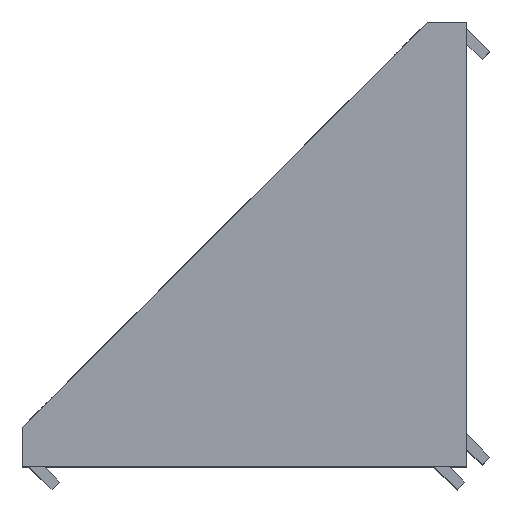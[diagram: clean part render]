
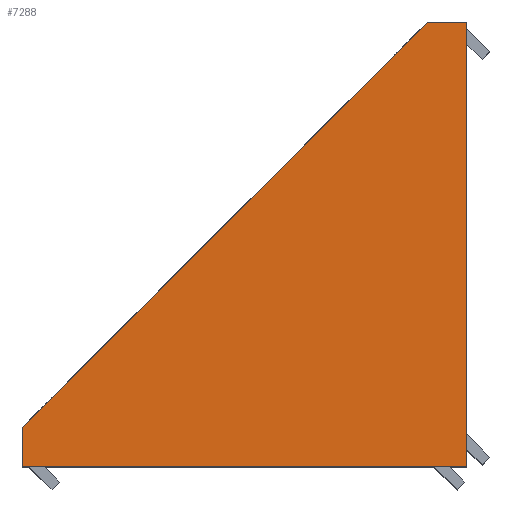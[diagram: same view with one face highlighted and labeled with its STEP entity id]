
A CAD part, top view. The second image highlights one B-rep face of the part: STEP entity #7288.
In plain terms, the highlighted planar face has unit normal (0.01, -0.01, 1).
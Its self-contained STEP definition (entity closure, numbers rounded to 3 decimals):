
#31 = EDGE_CURVE ( 'NONE', #4264, #7963, #5114, .T. ) ;
#578 = EDGE_CURVE ( 'NONE', #2735, #5476, #5266, .T. ) ;
#608 = CARTESIAN_POINT ( 'NONE',  ( 0., 76., 36.934 ) ) ;
#920 = DIRECTION ( 'NONE',  ( 1., 0., -0.01 ) ) ;
#1103 = CARTESIAN_POINT ( 'NONE',  ( -6.731, 76., 37. ) ) ;
#1586 = DIRECTION ( 'NONE',  ( 0.707, 0.707, 0. ) ) ;
#1751 = VECTOR ( 'NONE', #8191, 1000. ) ;
#1872 = CARTESIAN_POINT ( 'NONE',  ( -77.891, 4.84, 37. ) ) ;
#1962 = VECTOR ( 'NONE', #6151, 1000. ) ;
#2213 = VERTEX_POINT ( 'NONE', #1103 ) ;
#2230 = CARTESIAN_POINT ( 'NONE',  ( -6.731, 76., 37. ) ) ;
#2408 = PLANE ( 'NONE',  #6099 ) ;
#2450 = DIRECTION ( 'NONE',  ( 0.01, -0.01, 1. ) ) ;
#2635 = EDGE_CURVE ( 'NONE', #2735, #2213, #5984, .T. ) ;
#2697 = LINE ( 'NONE', #6618, #4494 ) ;
#2735 = VERTEX_POINT ( 'NONE', #5001 ) ;
#2826 = CARTESIAN_POINT ( 'NONE',  ( -6.731, 76., 37. ) ) ;
#3646 = ORIENTED_EDGE ( 'NONE', *, *, #578, .T. ) ;
#3702 = FACE_OUTER_BOUND ( 'NONE', #3941, .T. ) ;
#3941 = EDGE_LOOP ( 'NONE', ( #4232, #3646, #6776, #4670, #6092 ) ) ;
#4232 = ORIENTED_EDGE ( 'NONE', *, *, #2635, .F. ) ;
#4264 = VERTEX_POINT ( 'NONE', #5014 ) ;
#4494 = VECTOR ( 'NONE', #920, 1000. ) ;
#4608 = CARTESIAN_POINT ( 'NONE',  ( -76., 6.731, 37. ) ) ;
#4670 = ORIENTED_EDGE ( 'NONE', *, *, #31, .F. ) ;
#5001 = CARTESIAN_POINT ( 'NONE',  ( -76., 6.731, 37. ) ) ;
#5014 = CARTESIAN_POINT ( 'NONE',  ( 0., 76., 36.934 ) ) ;
#5114 = LINE ( 'NONE', #608, #1751 ) ;
#5266 = LINE ( 'NONE', #4608, #8066 ) ;
#5476 = VERTEX_POINT ( 'NONE', #6319 ) ;
#5984 = LINE ( 'NONE', #2826, #7070 ) ;
#6092 = ORIENTED_EDGE ( 'NONE', *, *, #7505, .F. ) ;
#6096 = CARTESIAN_POINT ( 'NONE',  ( 0., 0., 36.183 ) ) ;
#6099 = AXIS2_PLACEMENT_3D ( 'NONE', #1872, #2450, #6243 ) ;
#6151 = DIRECTION ( 'NONE',  ( 1., 0., -0.01 ) ) ;
#6243 = DIRECTION ( 'NONE',  ( 0., -1., -0.01 ) ) ;
#6319 = CARTESIAN_POINT ( 'NONE',  ( -76., 0., 36.934 ) ) ;
#6618 = CARTESIAN_POINT ( 'NONE',  ( -76., 0., 36.934 ) ) ;
#6776 = ORIENTED_EDGE ( 'NONE', *, *, #6928, .T. ) ;
#6814 = LINE ( 'NONE', #2230, #1962 ) ;
#6928 = EDGE_CURVE ( 'NONE', #5476, #7963, #2697, .T. ) ;
#7070 = VECTOR ( 'NONE', #1586, 1000. ) ;
#7288 = ADVANCED_FACE ( 'NONE', ( #3702 ), #2408, .T. ) ;
#7505 = EDGE_CURVE ( 'NONE', #2213, #4264, #6814, .T. ) ;
#7792 = DIRECTION ( 'NONE',  ( 0., -1., -0.01 ) ) ;
#7963 = VERTEX_POINT ( 'NONE', #6096 ) ;
#8066 = VECTOR ( 'NONE', #7792, 1000. ) ;
#8191 = DIRECTION ( 'NONE',  ( 0., -1., -0.01 ) ) ;
